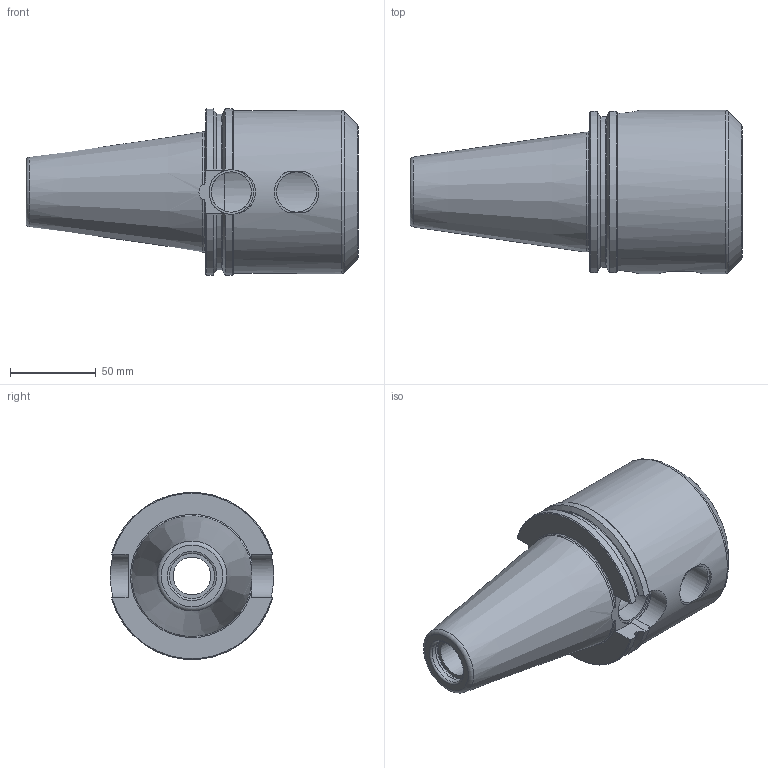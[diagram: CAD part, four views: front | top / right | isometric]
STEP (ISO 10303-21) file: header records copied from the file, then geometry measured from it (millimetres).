
FILE_DESCRIPTION(/* description */ (''),/* implementation_level */ '2;1');
FILE_NAME(/* name */ 'CAT50-EM200-0362.stp',/* time_stamp */ '2019-07-19T14:16:11-05:00',/* author */ ('ldfli'),/* organization */ (''),/* preprocessor_version */ 'ST-DEVELOPER v18',/* originating_system */ 'Autodesk Inventor LT',/* authorisation */ '');
FILE_SCHEMA (('AUTOMOTIVE_DESIGN { 1 0 10303 214 3 1 1 }'));
Length unit declared in the file: millimetre
Products named in the file (1): CAT50-EM200-0362
Bounding box: 193.57 x 95.25 x 97.15 mm (x, y, z)
Volume: 624264.3 mm3; surface area: 78873.4 mm2
Topology: 1 solids, 1 shells, 61 faces, 190 edges, 131 vertices
Faces by surface type: cylinder 20, plane 17, torus 13, cone 11
Full cylindrical faces by diameter (mm): 21.971 x1, 23.444 x2, 26 x1, 26.2 x1, 26.7 x1, 50.8 x1, 51.5 x1, 95.25 x1
Entity records: 2446 total; most frequent: CARTESIAN_POINT 723, ORIENTED_EDGE 380, DIRECTION 347, EDGE_CURVE 190, AXIS2_PLACEMENT_3D 147, VERTEX_POINT 131, CIRCLE 85, EDGE_LOOP 67
